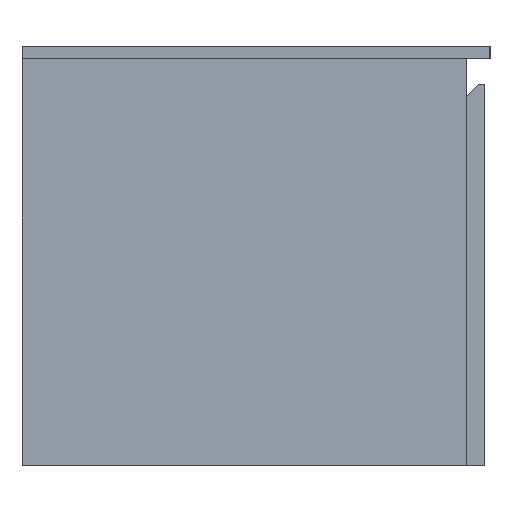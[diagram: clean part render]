
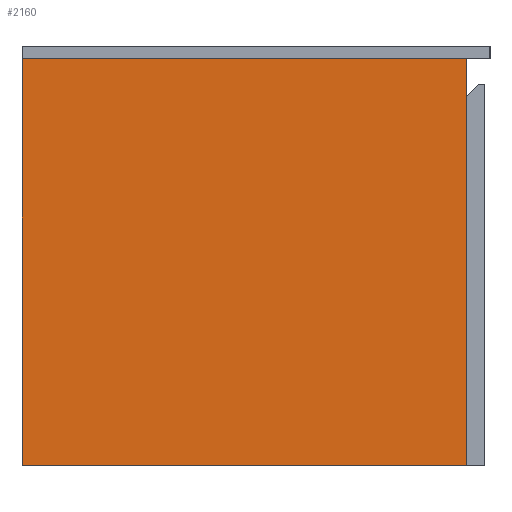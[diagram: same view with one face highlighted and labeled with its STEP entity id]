
A CAD part, left-side view. The second image highlights one B-rep face of the part: STEP entity #2160.
In plain terms, the highlighted face is planar.
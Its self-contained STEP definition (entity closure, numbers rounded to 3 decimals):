
#194 = VECTOR ( 'NONE', #13834, 1000. ) ;
#283 = CARTESIAN_POINT ( 'NONE',  ( 0., 437., -2. ) ) ;
#320 = DIRECTION ( 'NONE',  ( 0., 0., -1. ) ) ;
#555 = LINE ( 'NONE', #12200, #21471 ) ;
#847 = ORIENTED_EDGE ( 'NONE', *, *, #23316, .F. ) ;
#995 = EDGE_CURVE ( 'NONE', #10636, #5018, #6945, .T. ) ;
#1272 = VERTEX_POINT ( 'NONE', #14452 ) ;
#1286 = CARTESIAN_POINT ( 'NONE',  ( 0., 0., -2. ) ) ;
#1914 = CARTESIAN_POINT ( 'NONE',  ( 0., 437., -2. ) ) ;
#2137 = DIRECTION ( 'NONE',  ( -1., 0., 0. ) ) ;
#2160 = ADVANCED_FACE ( 'NONE', ( #11385 ), #16375, .T. ) ;
#2239 = EDGE_LOOP ( 'NONE', ( #21503, #22953, #7995, #847 ) ) ;
#4119 = VECTOR ( 'NONE', #17340, 1000. ) ;
#5018 = VERTEX_POINT ( 'NONE', #283 ) ;
#5225 = AXIS2_PLACEMENT_3D ( 'NONE', #1914, #320, #2137 ) ;
#6124 = VECTOR ( 'NONE', #11383, 1000. ) ;
#6945 = LINE ( 'NONE', #7998, #6124 ) ;
#7995 = ORIENTED_EDGE ( 'NONE', *, *, #22589, .F. ) ;
#7998 = CARTESIAN_POINT ( 'NONE',  ( 0., 437., -2. ) ) ;
#8259 = CARTESIAN_POINT ( 'NONE',  ( 400., 437., -2. ) ) ;
#9452 = LINE ( 'NONE', #1286, #4119 ) ;
#9847 = CARTESIAN_POINT ( 'NONE',  ( 0., 0., -2. ) ) ;
#10636 = VERTEX_POINT ( 'NONE', #16322 ) ;
#11383 = DIRECTION ( 'NONE',  ( -1., 0., 0. ) ) ;
#11385 = FACE_OUTER_BOUND ( 'NONE', #2239, .T. ) ;
#12200 = CARTESIAN_POINT ( 'NONE',  ( 0., 437., -2. ) ) ;
#13164 = LINE ( 'NONE', #8259, #194 ) ;
#13688 = VERTEX_POINT ( 'NONE', #9847 ) ;
#13834 = DIRECTION ( 'NONE',  ( 0., 1., 0. ) ) ;
#14452 = CARTESIAN_POINT ( 'NONE',  ( 400., 0., -2. ) ) ;
#14533 = DIRECTION ( 'NONE',  ( 0., -1., 0. ) ) ;
#16322 = CARTESIAN_POINT ( 'NONE',  ( 400., 437., -2. ) ) ;
#16375 = PLANE ( 'NONE',  #5225 ) ;
#17340 = DIRECTION ( 'NONE',  ( 1., 0., 0. ) ) ;
#20891 = EDGE_CURVE ( 'NONE', #5018, #13688, #555, .T. ) ;
#21471 = VECTOR ( 'NONE', #14533, 1000. ) ;
#21503 = ORIENTED_EDGE ( 'NONE', *, *, #20891, .F. ) ;
#22589 = EDGE_CURVE ( 'NONE', #1272, #10636, #13164, .T. ) ;
#22953 = ORIENTED_EDGE ( 'NONE', *, *, #995, .F. ) ;
#23316 = EDGE_CURVE ( 'NONE', #13688, #1272, #9452, .T. ) ;
